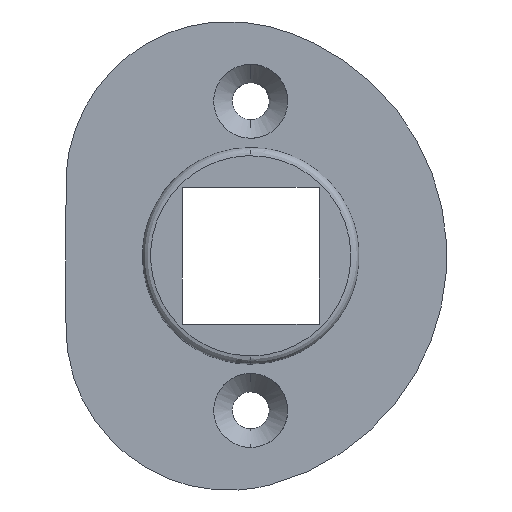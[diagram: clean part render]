
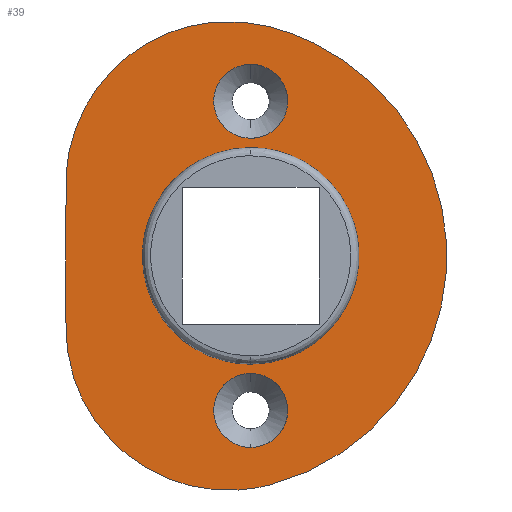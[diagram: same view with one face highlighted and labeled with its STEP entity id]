
A CAD part, front view. The second image highlights one B-rep face of the part: STEP entity #39.
In plain terms, the highlighted planar face has unit normal (0, -1, 0).
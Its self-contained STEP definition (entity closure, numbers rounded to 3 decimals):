
#19=FACE_BOUND('',#99,.T.);
#20=FACE_BOUND('',#100,.T.);
#21=FACE_BOUND('',#101,.T.);
#39=ADVANCED_FACE('',(#67,#19,#20,#21),#453,.T.);
#67=FACE_OUTER_BOUND('',#98,.T.);
#98=EDGE_LOOP('',(#188,#189));
#99=EDGE_LOOP('',(#190,#191,#192,#193));
#100=EDGE_LOOP('',(#194,#195));
#101=EDGE_LOOP('',(#196,#197));
#188=ORIENTED_EDGE('',*,*,#291,.T.);
#189=ORIENTED_EDGE('',*,*,#301,.T.);
#190=ORIENTED_EDGE('',*,*,#256,.F.);
#191=ORIENTED_EDGE('',*,*,#257,.F.);
#192=ORIENTED_EDGE('',*,*,#258,.F.);
#193=ORIENTED_EDGE('',*,*,#259,.F.);
#194=ORIENTED_EDGE('',*,*,#270,.T.);
#195=ORIENTED_EDGE('',*,*,#266,.T.);
#196=ORIENTED_EDGE('',*,*,#279,.F.);
#197=ORIENTED_EDGE('',*,*,#283,.F.);
#256=EDGE_CURVE('',#392,#393,#358,.T.);
#257=EDGE_CURVE('',#394,#392,#359,.T.);
#258=EDGE_CURVE('',#395,#394,#360,.T.);
#259=EDGE_CURVE('',#393,#395,#361,.T.);
#266=EDGE_CURVE('',#402,#403,#321,.T.);
#270=EDGE_CURVE('',#403,#402,#323,.T.);
#279=EDGE_CURVE('',#410,#411,#330,.T.);
#283=EDGE_CURVE('',#411,#410,#332,.T.);
#291=EDGE_CURVE('',#413,#418,#339,.T.);
#301=EDGE_CURVE('',#418,#413,#347,.T.);
#321=(
BOUNDED_CURVE()
B_SPLINE_CURVE(2,(#768,#769,#770,#771,#772),.UNSPECIFIED.,.F.,.F.)
B_SPLINE_CURVE_WITH_KNOTS((3,2,3),(0.,3.142,6.283),
 .UNSPECIFIED.)
CURVE()
GEOMETRIC_REPRESENTATION_ITEM()
RATIONAL_B_SPLINE_CURVE((1.,0.707,1.,0.707,1.))
REPRESENTATION_ITEM('')
);
#323=(
BOUNDED_CURVE()
B_SPLINE_CURVE(2,(#782,#783,#784,#785,#786),.UNSPECIFIED.,.F.,.F.)
B_SPLINE_CURVE_WITH_KNOTS((3,2,3),(0.,3.142,6.283),
 .UNSPECIFIED.)
CURVE()
GEOMETRIC_REPRESENTATION_ITEM()
RATIONAL_B_SPLINE_CURVE((1.,0.707,1.,0.707,1.))
REPRESENTATION_ITEM('')
);
#330=(
BOUNDED_CURVE()
B_SPLINE_CURVE(2,(#812,#813,#814,#815,#816),.UNSPECIFIED.,.F.,.F.)
B_SPLINE_CURVE_WITH_KNOTS((3,2,3),(0.,3.142,6.283),
 .UNSPECIFIED.)
CURVE()
GEOMETRIC_REPRESENTATION_ITEM()
RATIONAL_B_SPLINE_CURVE((1.,0.707,1.,0.707,1.))
REPRESENTATION_ITEM('')
);
#332=(
BOUNDED_CURVE()
B_SPLINE_CURVE(2,(#826,#827,#828,#829,#830),.UNSPECIFIED.,.F.,.F.)
B_SPLINE_CURVE_WITH_KNOTS((3,2,3),(0.,3.142,6.283),
 .UNSPECIFIED.)
CURVE()
GEOMETRIC_REPRESENTATION_ITEM()
RATIONAL_B_SPLINE_CURVE((1.,0.707,1.,0.707,1.))
REPRESENTATION_ITEM('')
);
#339=(
BOUNDED_CURVE()
B_SPLINE_CURVE(2,(#854,#855,#856,#857,#858),.UNSPECIFIED.,.F.,.F.)
B_SPLINE_CURVE_WITH_KNOTS((3,2,3),(0.,16.872,33.744),
 .UNSPECIFIED.)
CURVE()
GEOMETRIC_REPRESENTATION_ITEM()
RATIONAL_B_SPLINE_CURVE((1.,0.791,1.,0.791,1.))
REPRESENTATION_ITEM('')
);
#347=(
BOUNDED_CURVE()
B_SPLINE_CURVE(2,(#894,#895,#896,#897,#898,#899,#900,#901,#902,#903,#904),
 .UNSPECIFIED.,.F.,.F.)
B_SPLINE_CURVE_WITH_KNOTS((3,2,2,2,2,3),(33.744,41.767,
49.79,57.536,65.742,73.948),
 .UNSPECIFIED.)
CURVE()
GEOMETRIC_REPRESENTATION_ITEM()
RATIONAL_B_SPLINE_CURVE((1.,0.898,1.,0.898,1.,1.,
1.,0.898,1.,0.898,1.))
REPRESENTATION_ITEM('')
);
#358=B_SPLINE_CURVE_WITH_KNOTS('',1,(#745,#746),.UNSPECIFIED.,.F.,.F.,(2,
2),(-4.75,2.65),.UNSPECIFIED.);
#359=B_SPLINE_CURVE_WITH_KNOTS('',1,(#747,#748),.UNSPECIFIED.,.F.,.F.,(2,
2),(-16.287,-8.887),.UNSPECIFIED.);
#360=B_SPLINE_CURVE_WITH_KNOTS('',1,(#749,#750),.UNSPECIFIED.,.F.,.F.,(2,
2),(-2.65,4.75),.UNSPECIFIED.);
#361=B_SPLINE_CURVE_WITH_KNOTS('',1,(#751,#752),.UNSPECIFIED.,.F.,.F.,(2,
2),(8.887,16.287),.UNSPECIFIED.);
#392=VERTEX_POINT('',#709);
#393=VERTEX_POINT('',#710);
#394=VERTEX_POINT('',#711);
#395=VERTEX_POINT('',#712);
#402=VERTEX_POINT('',#719);
#403=VERTEX_POINT('',#720);
#410=VERTEX_POINT('',#727);
#411=VERTEX_POINT('',#728);
#413=VERTEX_POINT('',#730);
#418=VERTEX_POINT('',#735);
#453=PLANE('',#559);
#559=AXIS2_PLACEMENT_3D('',#679,#583,$);
#583=DIRECTION('',(0.,-1.,0.));
#679=CARTESIAN_POINT('',(-474.543,-127.5,173.837));
#709=CARTESIAN_POINT('',(-489.253,-127.5,156.173));
#710=CARTESIAN_POINT('',(-481.853,-127.5,156.173));
#711=CARTESIAN_POINT('',(-489.253,-127.5,163.573));
#712=CARTESIAN_POINT('',(-481.853,-127.5,163.573));
#719=CARTESIAN_POINT('',(-485.553,-127.5,170.23));
#720=CARTESIAN_POINT('',(-485.553,-127.5,166.23));
#727=CARTESIAN_POINT('',(-485.553,-127.5,149.516));
#728=CARTESIAN_POINT('',(-485.553,-127.5,153.516));
#730=CARTESIAN_POINT('',(-484.553,-127.5,147.479));
#735=CARTESIAN_POINT('',(-484.553,-127.5,172.267));
#745=CARTESIAN_POINT('',(-489.253,-127.5,156.173));
#746=CARTESIAN_POINT('',(-481.853,-127.5,156.173));
#747=CARTESIAN_POINT('',(-489.253,-127.5,163.573));
#748=CARTESIAN_POINT('',(-489.253,-127.5,156.173));
#749=CARTESIAN_POINT('',(-481.853,-127.5,163.573));
#750=CARTESIAN_POINT('',(-489.253,-127.5,163.573));
#751=CARTESIAN_POINT('',(-481.853,-127.5,156.173));
#752=CARTESIAN_POINT('',(-481.853,-127.5,163.573));
#768=CARTESIAN_POINT('',(-485.553,-127.5,170.23));
#769=CARTESIAN_POINT('',(-483.553,-127.5,170.23));
#770=CARTESIAN_POINT('',(-483.553,-127.5,168.23));
#771=CARTESIAN_POINT('',(-483.553,-127.5,166.23));
#772=CARTESIAN_POINT('',(-485.553,-127.5,166.23));
#782=CARTESIAN_POINT('',(-485.553,-127.5,166.23));
#783=CARTESIAN_POINT('',(-487.553,-127.5,166.23));
#784=CARTESIAN_POINT('',(-487.553,-127.5,168.23));
#785=CARTESIAN_POINT('',(-487.553,-127.5,170.23));
#786=CARTESIAN_POINT('',(-485.553,-127.5,170.23));
#812=CARTESIAN_POINT('',(-485.553,-127.5,149.516));
#813=CARTESIAN_POINT('',(-483.553,-127.5,149.516));
#814=CARTESIAN_POINT('',(-483.553,-127.5,151.516));
#815=CARTESIAN_POINT('',(-483.553,-127.5,153.516));
#816=CARTESIAN_POINT('',(-485.553,-127.5,153.516));
#826=CARTESIAN_POINT('',(-485.553,-127.5,153.516));
#827=CARTESIAN_POINT('',(-487.553,-127.5,153.516));
#828=CARTESIAN_POINT('',(-487.553,-127.5,151.516));
#829=CARTESIAN_POINT('',(-487.553,-127.5,149.516));
#830=CARTESIAN_POINT('',(-485.553,-127.5,149.516));
#854=CARTESIAN_POINT('',(-484.553,-127.5,147.479));
#855=CARTESIAN_POINT('',(-474.953,-127.5,149.958));
#856=CARTESIAN_POINT('',(-474.953,-127.5,159.873));
#857=CARTESIAN_POINT('',(-474.953,-127.5,169.788));
#858=CARTESIAN_POINT('',(-484.553,-127.5,172.267));
#894=CARTESIAN_POINT('',(-484.553,-127.5,172.267));
#895=CARTESIAN_POINT('',(-488.731,-127.5,173.345));
#896=CARTESIAN_POINT('',(-492.142,-127.5,170.703));
#897=CARTESIAN_POINT('',(-495.553,-127.5,168.061));
#898=CARTESIAN_POINT('',(-495.553,-127.5,163.746));
#899=CARTESIAN_POINT('',(-495.553,-127.5,159.873));
#900=CARTESIAN_POINT('',(-495.553,-127.5,156.));
#901=CARTESIAN_POINT('',(-495.553,-127.5,151.685));
#902=CARTESIAN_POINT('',(-492.142,-127.5,149.043));
#903=CARTESIAN_POINT('',(-488.731,-127.5,146.401));
#904=CARTESIAN_POINT('',(-484.553,-127.5,147.479));
